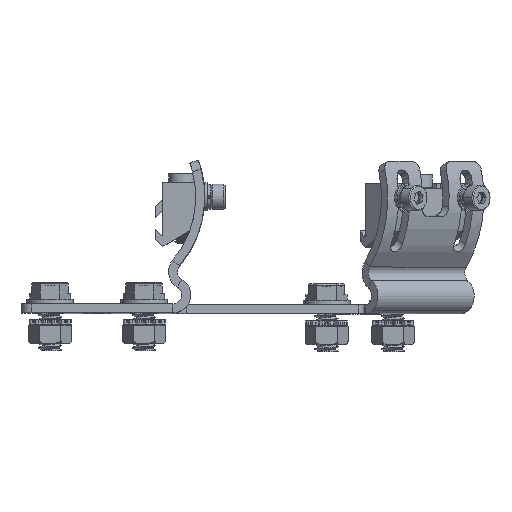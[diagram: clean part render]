
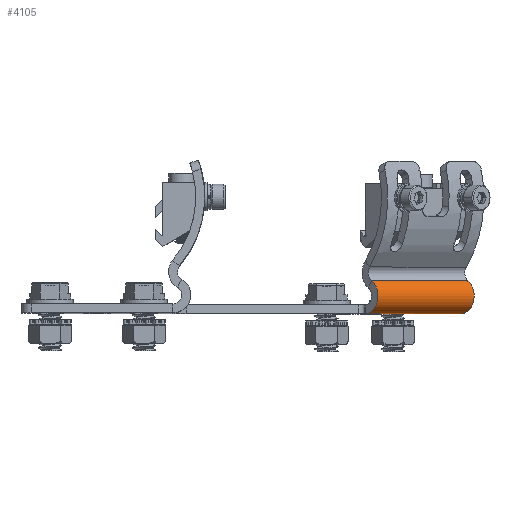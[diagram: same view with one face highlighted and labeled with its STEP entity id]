
A CAD part, top view. The second image highlights one B-rep face of the part: STEP entity #4105.
In plain terms, the highlighted cylindrical face has radius 3.8 mm (diameter 7.6 mm), a partial arc.
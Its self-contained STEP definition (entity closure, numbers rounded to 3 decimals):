
#581=DIRECTION('',(0.707,0.,-0.707));
#582=VECTOR('',#581,29.);
#583=CARTESIAN_POINT('',(73.066,0.,-113.326));
#584=LINE('',#583,#582);
#859=CARTESIAN_POINT('',(73.066,3.8,-113.326));
#860=DIRECTION('',(0.707,0.,-0.707));
#861=DIRECTION('',(0.356,0.864,0.356));
#862=AXIS2_PLACEMENT_3D('',#859,#860,#861);
#877=CARTESIAN_POINT('',(93.572,3.8,-133.832));
#878=DIRECTION('',(0.707,0.,-0.707));
#879=DIRECTION('',(0.356,0.864,0.356));
#880=AXIS2_PLACEMENT_3D('',#877,#878,#879);
#1442=DIRECTION('',(0.707,0.,-0.707));
#1443=VECTOR('',#1442,29.);
#1444=CARTESIAN_POINT('',(74.418,7.084,-111.974));
#1445=LINE('',#1444,#1443);
#1971=CARTESIAN_POINT('',(73.066,0.,-113.326));
#1973=VERTEX_POINT('',#1971);
#1975=CARTESIAN_POINT('',(93.572,0.,-133.832));
#1977=VERTEX_POINT('',#1975);
#1987=CARTESIAN_POINT('',(74.418,7.084,-111.974));
#1989=VERTEX_POINT('',#1987);
#1991=CARTESIAN_POINT('',(94.924,7.084,-132.481));
#1993=VERTEX_POINT('',#1991);
#4093=CARTESIAN_POINT('',(73.066,3.8,-113.326));
#4094=DIRECTION('',(-0.707,0.,0.707));
#4095=DIRECTION('',(0.707,0.,0.707));
#4096=AXIS2_PLACEMENT_3D('',#4093,#4094,#4095);
#4097=CYLINDRICAL_SURFACE('',#4096,3.8);
#4098=ORIENTED_EDGE('',*,*,#2565,.F.);
#4099=ORIENTED_EDGE('',*,*,#3460,.F.);
#4101=ORIENTED_EDGE('',*,*,#4100,.T.);
#4102=ORIENTED_EDGE('',*,*,#3488,.T.);
#4103=EDGE_LOOP('',(#4098,#4099,#4101,#4102));
#4104=FACE_OUTER_BOUND('',#4103,.F.);
#4105=ADVANCED_FACE('',(#4104),#4097,.T.);
#863=CIRCLE('',#862,3.8);
#881=CIRCLE('',#880,3.8);
#2565=EDGE_CURVE('',#1973,#1977,#584,.T.);
#3460=EDGE_CURVE('',#1989,#1973,#863,.T.);
#3488=EDGE_CURVE('',#1993,#1977,#881,.T.);
#4100=EDGE_CURVE('',#1989,#1993,#1445,.T.);
